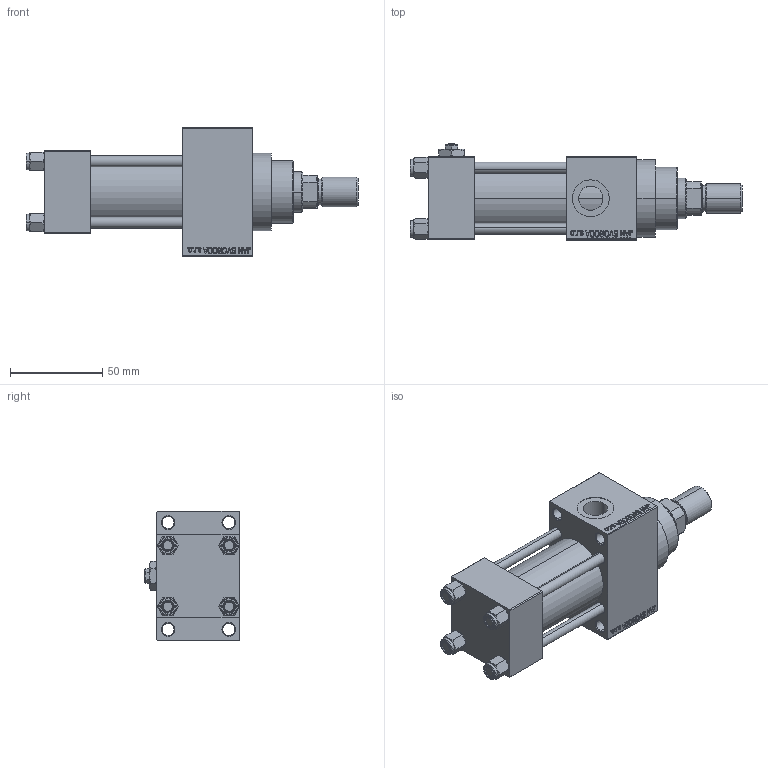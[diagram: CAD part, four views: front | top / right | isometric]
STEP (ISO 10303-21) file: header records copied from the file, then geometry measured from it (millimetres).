
FILE_DESCRIPTION (( 'STEP AP203' ), '1' );
FILE_NAME ('4c43.STEP', '2023-08-22T23:11:48', ( '' ), ( '' ), 'SwSTEP 2.0', 'SolidWorks 2019', '' );
FILE_SCHEMA (( 'CONFIG_CONTROL_DESIGN' ));
Length unit declared in the file: millimetre
Products named in the file (8): 4c43; ROD_END_AH 319b9787d98ad3f9b0e2b1d696967e76; V215CR_VCP_D 319b9787d98ad3f9b0e2b1d696967e76; Zatka_pro_OIL_PORT 319b9787d98ad3f9b0e2b1d696967e76; V215CR_D_TYCINKA 319b9787d98ad3f9b0e2b1d696967e76; NUT_M5_D 319b9787d98ad3f9b0e2b1d696967e76; V215_VC_A 319b9787d98ad3f9b0e2b1d696967e76; V215CR_D_Body 319b9787d98ad3f9b0e2b1d696967e76
Assembly tree (13 placements, depth 2):
  4c43
    V215CR_D_Body 319b9787d98ad3f9b0e2b1d696967e76
    V215CR_VCP_D 319b9787d98ad3f9b0e2b1d696967e76
    NUT_M5_D 319b9787d98ad3f9b0e2b1d696967e76  x4
    V215CR_D_TYCINKA 319b9787d98ad3f9b0e2b1d696967e76  x4
    V215_VC_A 319b9787d98ad3f9b0e2b1d696967e76
    ROD_END_AH 319b9787d98ad3f9b0e2b1d696967e76
    Zatka_pro_OIL_PORT 319b9787d98ad3f9b0e2b1d696967e76
Bounding box: 180 x 52 x 70 mm (x, y, z)
Volume: 248045.6 mm3; surface area: 82109.4 mm2
Topology: 13 solids, 13 shells, 1159 faces, 2867 edges, 1849 vertices
Faces by surface type: plane 522, bspline 368, cone 166, cylinder 93, torus 10
Entity records: 49033 total; most frequent: CARTESIAN_POINT 25538, ORIENTED_EDGE 5226, DIRECTION 3425, EDGE_CURVE 2613, VERTEX_POINT 1705, VECTOR 1545, LINE 1545, EDGE_LOOP 1174
